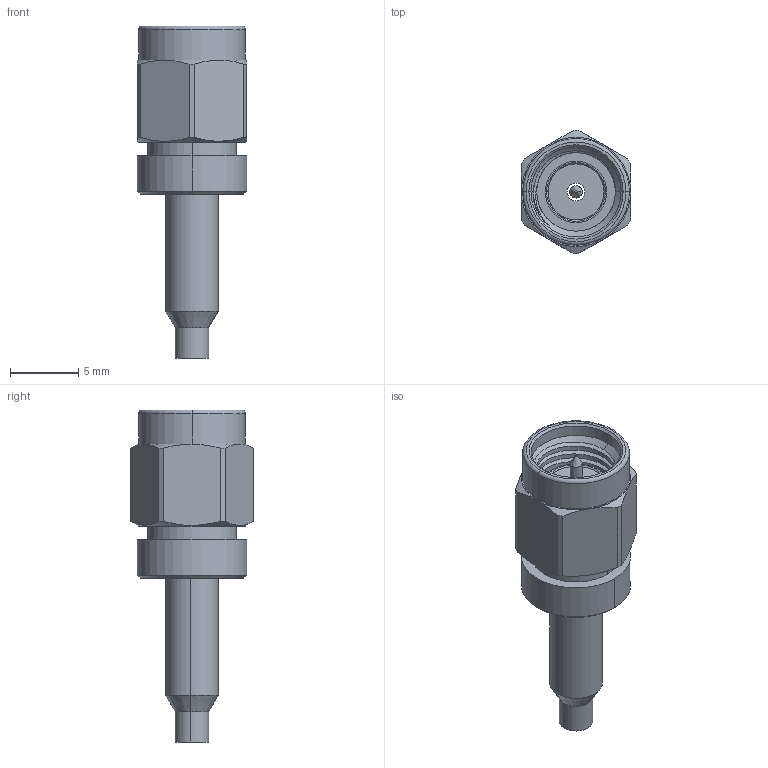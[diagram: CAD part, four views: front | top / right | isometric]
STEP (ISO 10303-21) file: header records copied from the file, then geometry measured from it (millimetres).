
FILE_DESCRIPTION (( 'STEP AP214' ), '1' );
FILE_NAME ('30-005-D3-AA.STEP', '2024-08-08T13:18:48', ( '' ), ( '' ), 'SwSTEP 2.0', 'SolidWorks 2024', '' );
FILE_SCHEMA (( 'AUTOMOTIVE_DESIGN' ));
Length unit declared in the file: millimetre
Products named in the file (1): 30-005-D3-AA
Bounding box: 8 x 9 x 24.3 mm (x, y, z)
Surface area: 677 mm2 (no closed solid volume)
Topology: 0 solids, 6 shells, 71 faces, 175 edges, 113 vertices
Faces by surface type: cylinder 30, cone 23, plane 15, torus 2, bspline 1
Entity records: 2522 total; most frequent: CARTESIAN_POINT 875, DIRECTION 358, ORIENTED_EDGE 316, EDGE_CURVE 175, AXIS2_PLACEMENT_3D 153, VERTEX_POINT 113, CIRCLE 82, EDGE_LOOP 79
